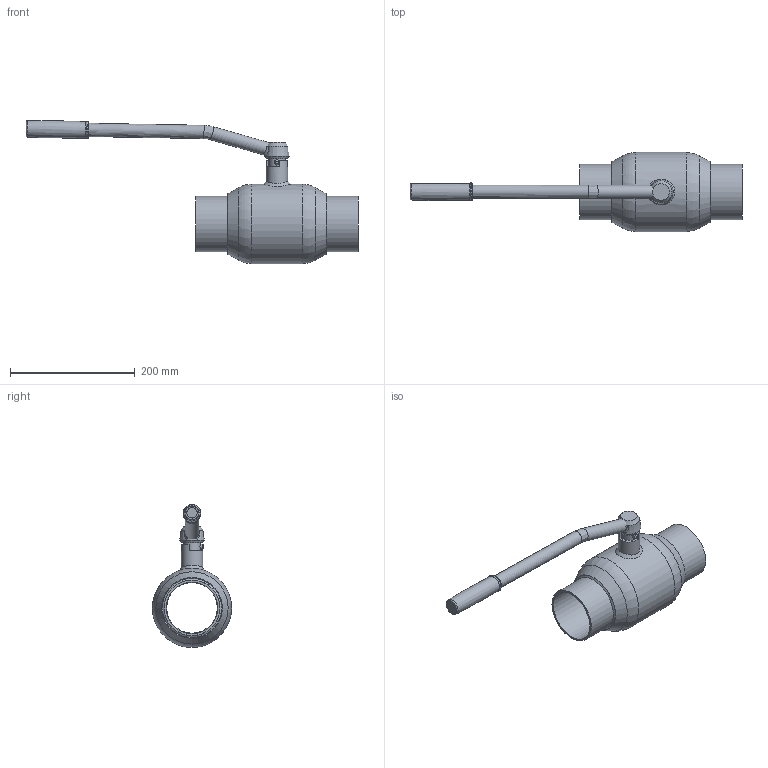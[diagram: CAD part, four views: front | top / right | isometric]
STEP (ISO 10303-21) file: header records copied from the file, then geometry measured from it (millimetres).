
FILE_DESCRIPTION(('TFLEX Exchange Step'),'2;1');
FILE_NAME('065N0135GR1 - Кран шаровой Premium DN80.stp', '2023-09-11T11:23:28+03:00',('RUCO3277'),('Unknown organisation'),'TFLEX Exchange 2022.1','T-FLEX CAD','Unknown authorisation');
FILE_SCHEMA( ('AUTOMOTIVE_DESIGN { 1 0 10303 214 1 1 1 1 }') );
Length unit declared in the file: millimetre
Products named in the file (1): Nodes
Bounding box: 532.26 x 127 x 229.38 mm (x, y, z)
Volume: 523860.2 mm3; surface area: 319075.9 mm2
Topology: 15 solids, 15 shells, 153 faces, 340 edges, 218 vertices
Faces by surface type: plane 46, cylinder 34, torus 30, bspline 24, cone 19
Full cylindrical faces by diameter (mm): 8 x1, 8.1 x1, 8.2 x2, 16.5 x2, 18 x3, 18.1 x1, 20 x5, 22 x2, 26.9 x1, 34.4 x1, 34.8 x1, 81 x2, 83 x2, 84 x2, 87 x2, 89 x2, 119 x1, 127 x1
Entity records: 10534 total; most frequent: CARTESIAN_POINT 7132, DIRECTION 694, ORIENTED_EDGE 672, EDGE_CURVE 336, AXIS2_PLACEMENT_3D 307, VERTEX_POINT 218, EDGE_LOOP 184, FACE_BOUND 184
